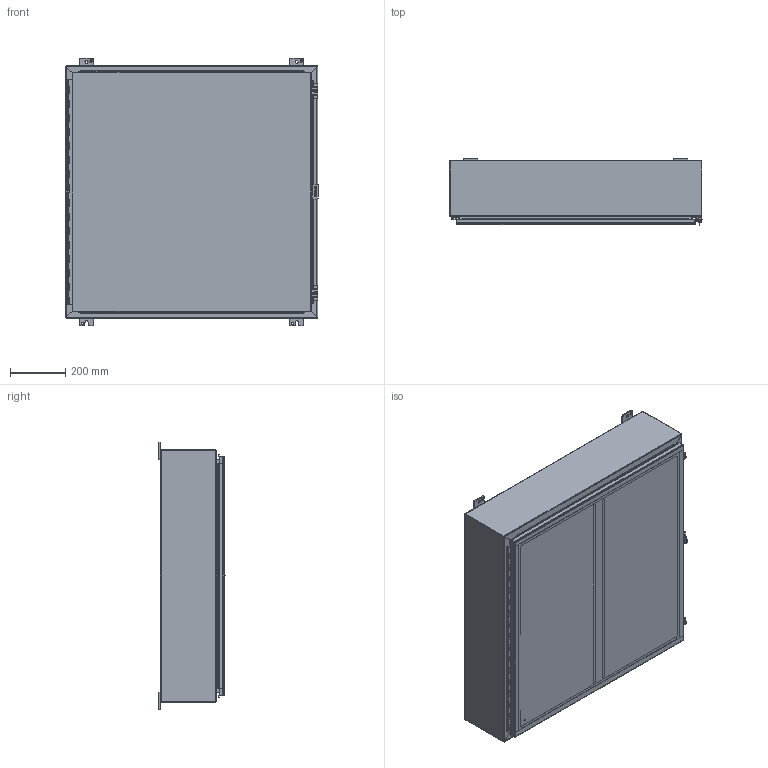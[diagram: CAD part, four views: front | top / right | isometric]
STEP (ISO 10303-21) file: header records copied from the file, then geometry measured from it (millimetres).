
FILE_DESCRIPTION (( 'STEP AP203' ), '1' );
FILE_NAME ('1418LL8_Default.step', '2019-10-31T19:36:58', ( 'ADC123' ), ( 'Microsoft' ), 'SwSTEP 2.0', 'SolidWorks 2019', '' );
FILE_SCHEMA (( 'CONFIG_CONTROL_DESIGN' ));
Length unit declared in the file: inch
Products named in the file (1): 1418LL8_Default
Bounding box: 917.58 x 239.7 x 971.55 mm (x, y, z)
Volume: 7520244 mm3; surface area: 7656549.8 mm2
Topology: 50 solids, 50 shells, 1499 faces, 3827 edges, 2466 vertices
Faces by surface type: plane 875, cylinder 524, bspline 82, cone 18
Entity records: 47966 total; most frequent: CARTESIAN_POINT 11351, ORIENTED_EDGE 7654, DIRECTION 7525, EDGE_CURVE 3827, LINE 2609, VECTOR 2609, VERTEX_POINT 2466, AXIS2_PLACEMENT_3D 2458
